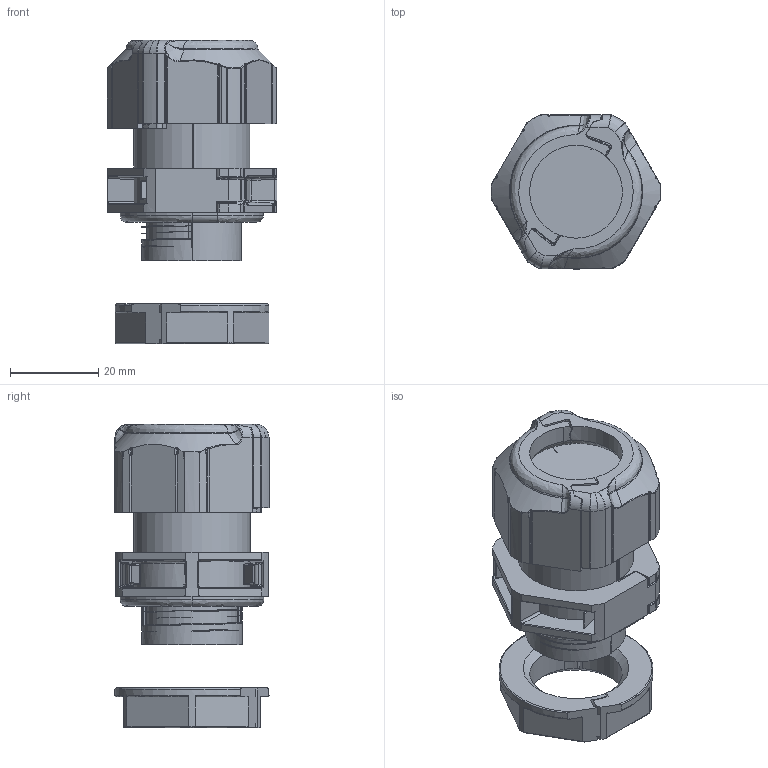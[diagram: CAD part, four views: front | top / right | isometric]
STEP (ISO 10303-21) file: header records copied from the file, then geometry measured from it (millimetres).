
FILE_DESCRIPTION (( 'STEP AP214' ), '1' );
FILE_NAME ('2024925.STP', '2019-05-08T07:25:38', ( '' ), ( '' ), 'SwSTEP 2.0', 'SolidWorks 2018', '' );
FILE_SCHEMA (( 'AUTOMOTIVE_DESIGN' ));
Length unit declared in the file: millimetre
Products named in the file (12): P_0000007588_1_Standard; P_0000007581_1_Standard; P_0000007586_1_Standard; P_0000007589_1_Standard; 2024925; 080021_Standard; P_0000007583_1_Standard; P_0000007584_1_Standard; P_0000007585_1_Standard; P_0000007590_1_Standard; P_0000007587_1_Standard; P_0000007582_1_Standard
Assembly tree (11 placements, depth 3):
  2024925
    P_0000007590_1_Standard
      P_0000007581_1_Standard
      P_0000007582_1_Standard
      P_0000007584_1_Standard
      P_0000007583_1_Standard
      P_0000007586_1_Standard
      P_0000007585_1_Standard
    P_0000007589_1_Standard
      P_0000007587_1_Standard
      P_0000007588_1_Standard
    080021_Standard
Bounding box: 38.59 x 35 x 68.9 mm (x, y, z)
Volume: 33258.7 mm3; surface area: 23249.4 mm2
Topology: 11 solids, 11 shells, 1296 faces, 3373 edges, 2043 vertices
Faces by surface type: bspline 442, cylinder 432, plane 378, cone 22, torus 22
Entity records: 51087 total; most frequent: CARTESIAN_POINT 22813, ORIENTED_EDGE 6624, DIRECTION 4781, EDGE_CURVE 3312, VERTEX_POINT 2042, AXIS2_PLACEMENT_3D 1719, VECTOR 1343, LINE 1343
